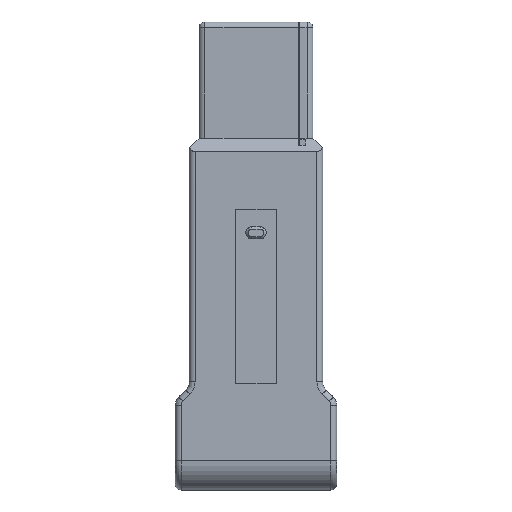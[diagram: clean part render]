
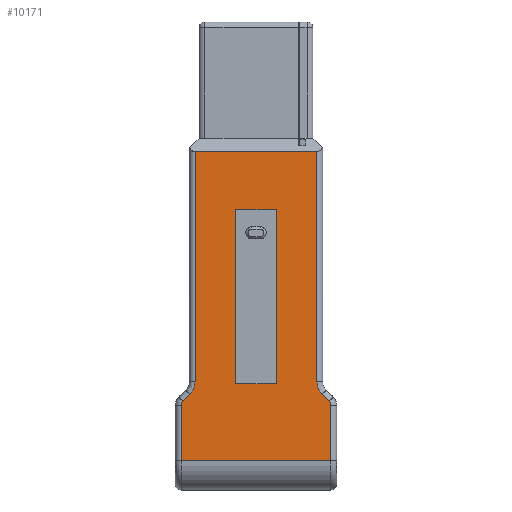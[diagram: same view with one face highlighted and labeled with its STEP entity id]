
A CAD part, left-side view. The second image highlights one B-rep face of the part: STEP entity #10171.
In plain terms, the highlighted planar face has unit normal (-1, 0, 0).
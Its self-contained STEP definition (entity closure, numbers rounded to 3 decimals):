
#10171=ADVANCED_FACE('',(#13102,#13103),#11959,.T.);
#11959=PLANE('',#44126);
#13102=FACE_BOUND('',#13271,.T.);
#13103=FACE_BOUND('',#13272,.T.);
#13271=EDGE_LOOP('',(#15289,#15290,#15291,#15292));
#13272=EDGE_LOOP('',(#15293,#15294,#15295,#15296,#15297,#15298,#15299,#15300,
#15301,#15302,#15303,#15304));
#15289=ORIENTED_EDGE('',*,*,#28752,.F.);
#15290=ORIENTED_EDGE('',*,*,#28753,.F.);
#15291=ORIENTED_EDGE('',*,*,#28754,.F.);
#15292=ORIENTED_EDGE('',*,*,#28755,.F.);
#15293=ORIENTED_EDGE('',*,*,#28756,.T.);
#15294=ORIENTED_EDGE('',*,*,#28757,.T.);
#15295=ORIENTED_EDGE('',*,*,#28758,.T.);
#15296=ORIENTED_EDGE('',*,*,#28759,.T.);
#15297=ORIENTED_EDGE('',*,*,#28760,.T.);
#15298=ORIENTED_EDGE('',*,*,#28761,.T.);
#15299=ORIENTED_EDGE('',*,*,#28751,.T.);
#15300=ORIENTED_EDGE('',*,*,#28762,.T.);
#15301=ORIENTED_EDGE('',*,*,#28763,.T.);
#15302=ORIENTED_EDGE('',*,*,#28764,.T.);
#15303=ORIENTED_EDGE('',*,*,#28765,.T.);
#15304=ORIENTED_EDGE('',*,*,#28766,.T.);
#25454=VERTEX_POINT('',#56421);
#25457=VERTEX_POINT('',#56426);
#25458=VERTEX_POINT('',#56430);
#25459=VERTEX_POINT('',#56431);
#25460=VERTEX_POINT('',#56433);
#25461=VERTEX_POINT('',#56435);
#25462=VERTEX_POINT('',#56438);
#25463=VERTEX_POINT('',#56439);
#25464=VERTEX_POINT('',#56441);
#25465=VERTEX_POINT('',#56443);
#25466=VERTEX_POINT('',#56445);
#25467=VERTEX_POINT('',#56447);
#25468=VERTEX_POINT('',#56450);
#25469=VERTEX_POINT('',#56452);
#25470=VERTEX_POINT('',#56454);
#25471=VERTEX_POINT('',#56456);
#28751=EDGE_CURVE('',#25454,#25457,#35608,.T.);
#28752=EDGE_CURVE('',#25458,#25459,#35609,.T.);
#28753=EDGE_CURVE('',#25460,#25458,#35610,.T.);
#28754=EDGE_CURVE('',#25461,#25460,#35611,.T.);
#28755=EDGE_CURVE('',#25459,#25461,#35612,.T.);
#28756=EDGE_CURVE('',#25462,#25463,#35613,.T.);
#28757=EDGE_CURVE('',#25463,#25464,#35614,.T.);
#28758=EDGE_CURVE('',#25464,#25465,#34145,.T.);
#28759=EDGE_CURVE('',#25465,#25466,#35615,.T.);
#28760=EDGE_CURVE('',#25466,#25467,#34146,.T.);
#28761=EDGE_CURVE('',#25467,#25454,#35616,.T.);
#28762=EDGE_CURVE('',#25457,#25468,#35617,.T.);
#28763=EDGE_CURVE('',#25468,#25469,#34147,.T.);
#28764=EDGE_CURVE('',#25469,#25470,#35618,.T.);
#28765=EDGE_CURVE('',#25470,#25471,#34148,.T.);
#28766=EDGE_CURVE('',#25471,#25462,#35619,.T.);
#34145=CIRCLE('',#44122,1.5);
#34146=CIRCLE('',#44123,0.5);
#34147=CIRCLE('',#44124,0.5);
#34148=CIRCLE('',#44125,1.5);
#35608=LINE('',#56427,#39199);
#35609=LINE('',#56429,#39200);
#35610=LINE('',#56432,#39201);
#35611=LINE('',#56434,#39202);
#35612=LINE('',#56436,#39203);
#35613=LINE('',#56437,#39204);
#35614=LINE('',#56440,#39205);
#35615=LINE('',#56444,#39206);
#35616=LINE('',#56448,#39207);
#35617=LINE('',#56449,#39208);
#35618=LINE('',#56453,#39209);
#35619=LINE('',#56457,#39210);
#39199=VECTOR('',#47071,1.);
#39200=VECTOR('',#47074,1.);
#39201=VECTOR('',#47075,1.);
#39202=VECTOR('',#47076,1.);
#39203=VECTOR('',#47077,1.);
#39204=VECTOR('',#47078,1.);
#39205=VECTOR('',#47079,1.);
#39206=VECTOR('',#47082,1.);
#39207=VECTOR('',#47085,1.);
#39208=VECTOR('',#47086,1.);
#39209=VECTOR('',#47089,1.);
#39210=VECTOR('',#47092,1.);
#44122=AXIS2_PLACEMENT_3D('',#56442,#47080,#47081);
#44123=AXIS2_PLACEMENT_3D('',#56446,#47083,#47084);
#44124=AXIS2_PLACEMENT_3D('',#56451,#47087,#47088);
#44125=AXIS2_PLACEMENT_3D('',#56455,#47090,#47091);
#44126=AXIS2_PLACEMENT_3D('',#56458,#47093,#47094);
#47071=DIRECTION('',(0.,-1.,0.));
#47074=DIRECTION('',(0.,-1.,0.));
#47075=DIRECTION('',(0.,0.,-1.));
#47076=DIRECTION('',(0.,1.,0.));
#47077=DIRECTION('',(0.,0.,1.));
#47078=DIRECTION('',(0.,1.,0.));
#47079=DIRECTION('',(0.,0.,-1.));
#47080=DIRECTION('',(1.,0.,0.));
#47081=DIRECTION('',(0.,-1.,0.));
#47082=DIRECTION('',(0.,0.707,-0.707));
#47083=DIRECTION('',(-1.,0.,0.));
#47084=DIRECTION('',(0.,0.707,0.707));
#47085=DIRECTION('',(0.,0.,-1.));
#47086=DIRECTION('',(0.,0.,1.));
#47087=DIRECTION('',(-1.,0.,0.));
#47088=DIRECTION('',(0.,-1.,0.));
#47089=DIRECTION('',(0.,0.707,0.707));
#47090=DIRECTION('',(1.,0.,0.));
#47091=DIRECTION('',(0.,0.707,-0.707));
#47092=DIRECTION('',(0.,0.,1.));
#47093=DIRECTION('',(-1.,0.,0.));
#47094=DIRECTION('',(0.,1.,0.));
#56421=CARTESIAN_POINT('',(-12.925,6.425,-37.8));
#56426=CARTESIAN_POINT('',(-12.925,-6.475,-37.8));
#56427=CARTESIAN_POINT('',(-12.925,6.425,-37.8));
#56429=CARTESIAN_POINT('',(-12.925,1.725,-31.15));
#56430=CARTESIAN_POINT('',(-12.925,1.725,-31.15));
#56431=CARTESIAN_POINT('',(-12.925,-1.775,-31.15));
#56432=CARTESIAN_POINT('',(-12.925,1.725,-16.15));
#56433=CARTESIAN_POINT('',(-12.925,1.725,-16.15));
#56434=CARTESIAN_POINT('',(-12.925,-1.775,-16.15));
#56435=CARTESIAN_POINT('',(-12.925,-1.775,-16.15));
#56436=CARTESIAN_POINT('',(-12.925,-1.775,-31.15));
#56437=CARTESIAN_POINT('',(-12.925,-4.275,-11.15));
#56438=CARTESIAN_POINT('',(-12.925,-5.275,-11.15));
#56439=CARTESIAN_POINT('',(-12.925,5.225,-11.15));
#56440=CARTESIAN_POINT('',(-12.925,5.225,-11.15));
#56441=CARTESIAN_POINT('',(-12.925,5.225,-30.986));
#56442=CARTESIAN_POINT('',(-12.925,6.725,-30.986));
#56443=CARTESIAN_POINT('',(-12.925,5.665,-32.046));
#56444=CARTESIAN_POINT('',(-12.925,5.665,-32.046));
#56445=CARTESIAN_POINT('',(-12.925,6.279,-32.661));
#56446=CARTESIAN_POINT('',(-12.925,5.925,-33.014));
#56447=CARTESIAN_POINT('',(-12.925,6.425,-33.014));
#56448=CARTESIAN_POINT('',(-12.925,6.425,-33.014));
#56449=CARTESIAN_POINT('',(-12.925,-6.475,-37.8));
#56450=CARTESIAN_POINT('',(-12.925,-6.475,-33.014));
#56451=CARTESIAN_POINT('',(-12.925,-5.975,-33.014));
#56452=CARTESIAN_POINT('',(-12.925,-6.328,-32.661));
#56453=CARTESIAN_POINT('',(-12.925,-6.328,-32.661));
#56454=CARTESIAN_POINT('',(-12.925,-5.714,-32.046));
#56455=CARTESIAN_POINT('',(-12.925,-6.775,-30.986));
#56456=CARTESIAN_POINT('',(-12.925,-5.275,-30.986));
#56457=CARTESIAN_POINT('',(-12.925,-5.275,-30.986));
#56458=CARTESIAN_POINT('',(-12.925,-4.575,-10.005));
